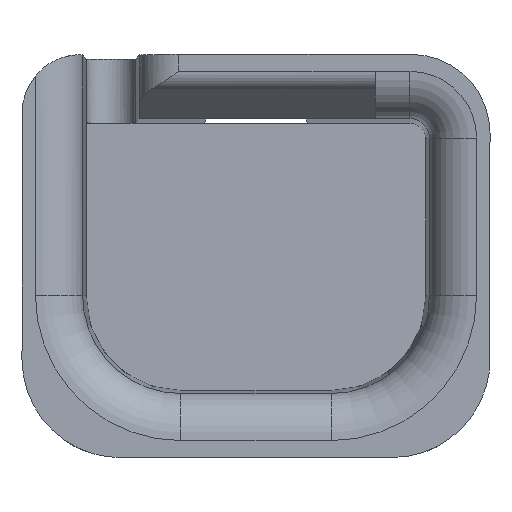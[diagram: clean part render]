
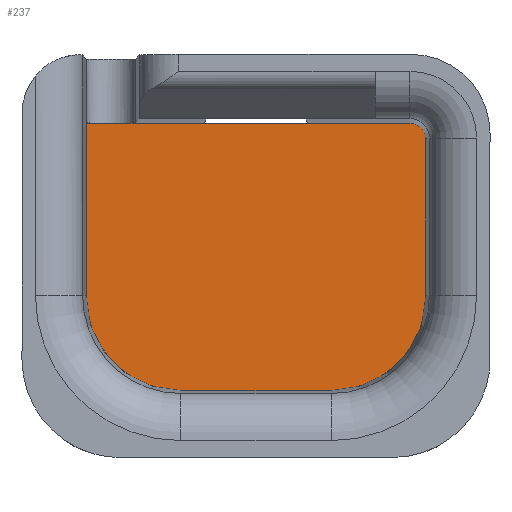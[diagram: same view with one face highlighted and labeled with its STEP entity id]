
A CAD part, top view. The second image highlights one B-rep face of the part: STEP entity #237.
In plain terms, the highlighted planar face has unit normal (0, 0, 1).
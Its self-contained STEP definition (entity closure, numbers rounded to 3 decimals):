
#161=CIRCLE('',#1899,2.4);
#163=CIRCLE('',#1907,2.4);
#164=CIRCLE('',#1909,0.4);
#237=ADVANCED_FACE('',(#383),#305,.T.);
#305=PLANE('',#1910);
#383=FACE_OUTER_BOUND('',#482,.T.);
#482=EDGE_LOOP('',(#880,#881,#882,#883,#884,#885,#886,#887,#888,#889));
#880=ORIENTED_EDGE('',*,*,#1397,.T.);
#881=ORIENTED_EDGE('',*,*,#1391,.F.);
#882=ORIENTED_EDGE('',*,*,#1389,.T.);
#883=ORIENTED_EDGE('',*,*,#1398,.F.);
#884=ORIENTED_EDGE('',*,*,#1399,.T.);
#885=ORIENTED_EDGE('',*,*,#1400,.T.);
#886=ORIENTED_EDGE('',*,*,#1194,.T.);
#887=ORIENTED_EDGE('',*,*,#1401,.T.);
#888=ORIENTED_EDGE('',*,*,#1402,.T.);
#889=ORIENTED_EDGE('',*,*,#1351,.T.);
#1025=VERTEX_POINT('',#2439);
#1032=VERTEX_POINT('',#2452);
#1135=VERTEX_POINT('',#2906);
#1140=VERTEX_POINT('',#2915);
#1163=VERTEX_POINT('',#3028);
#1164=VERTEX_POINT('',#3030);
#1165=VERTEX_POINT('',#3034);
#1167=VERTEX_POINT('',#3071);
#1168=VERTEX_POINT('',#3073);
#1169=VERTEX_POINT('',#3076);
#1194=EDGE_CURVE('',#1025,#1032,#1451,.T.);
#1351=EDGE_CURVE('',#1135,#1140,#1570,.T.);
#1389=EDGE_CURVE('',#1164,#1163,#161,.T.);
#1391=EDGE_CURVE('',#1164,#1165,#1585,.T.);
#1397=EDGE_CURVE('',#1140,#1165,#163,.T.);
#1398=EDGE_CURVE('',#1167,#1163,#1587,.T.);
#1399=EDGE_CURVE('',#1167,#1168,#164,.T.);
#1400=EDGE_CURVE('',#1168,#1025,#1588,.T.);
#1401=EDGE_CURVE('',#1032,#1169,#1589,.T.);
#1402=EDGE_CURVE('',#1169,#1135,#1590,.T.);
#1451=LINE('',#2453,#1623);
#1570=LINE('',#2916,#1742);
#1585=LINE('',#3033,#1757);
#1587=LINE('',#3070,#1759);
#1588=LINE('',#3074,#1760);
#1589=LINE('',#3075,#1761);
#1590=LINE('',#3077,#1762);
#1623=VECTOR('',#1956,1.);
#1742=VECTOR('',#2231,1.);
#1757=VECTOR('',#2314,1.);
#1759=VECTOR('',#2332,1.);
#1760=VECTOR('',#2335,1.);
#1761=VECTOR('',#2336,1.);
#1762=VECTOR('',#2337,1.);
#1899=AXIS2_PLACEMENT_3D('',#3029,#2309,#2310);
#1907=AXIS2_PLACEMENT_3D('',#3068,#2328,#2329);
#1909=AXIS2_PLACEMENT_3D('',#3072,#2333,#2334);
#1910=AXIS2_PLACEMENT_3D('',#3078,#2338,#2339);
#1956=DIRECTION('',(-1.,0.,0.));
#2231=DIRECTION('',(0.,-1.,0.));
#2309=DIRECTION('',(0.,0.,1.));
#2310=DIRECTION('',(0.,1.,0.));
#2314=DIRECTION('',(-1.,0.,0.));
#2328=DIRECTION('',(0.,0.,1.));
#2329=DIRECTION('',(0.,1.,0.));
#2332=DIRECTION('',(0.,-1.,0.));
#2333=DIRECTION('',(0.,0.,1.));
#2334=DIRECTION('',(0.,1.,0.));
#2335=DIRECTION('',(-1.,0.,0.));
#2336=DIRECTION('',(-1.,0.,0.));
#2337=DIRECTION('',(-1.,0.,0.));
#2338=DIRECTION('',(0.,0.,1.));
#2339=DIRECTION('',(0.,1.,0.));
#2439=CARTESIAN_POINT('',(1.337,3.4,-10.));
#2452=CARTESIAN_POINT('',(-1.337,3.4,-10.));
#2453=CARTESIAN_POINT('',(-0.2,3.4,-10.));
#2906=CARTESIAN_POINT('',(-4.315,3.4,-10.));
#2915=CARTESIAN_POINT('',(-4.315,-1.,-10.));
#2916=CARTESIAN_POINT('',(-4.315,1.2,-10.));
#3028=CARTESIAN_POINT('',(4.315,-1.,-10.));
#3029=CARTESIAN_POINT('',(1.915,-1.,-10.));
#3030=CARTESIAN_POINT('',(1.915,-3.4,-10.));
#3033=CARTESIAN_POINT('',(0.,-3.4,-10.));
#3034=CARTESIAN_POINT('',(-1.915,-3.4,-10.));
#3068=CARTESIAN_POINT('',(-1.915,-1.,-10.));
#3070=CARTESIAN_POINT('',(4.315,-1.,-10.));
#3071=CARTESIAN_POINT('',(4.315,3.,-10.));
#3072=CARTESIAN_POINT('',(3.915,3.,-10.));
#3073=CARTESIAN_POINT('',(3.915,3.4,-10.));
#3074=CARTESIAN_POINT('',(-0.2,3.4,-10.));
#3075=CARTESIAN_POINT('',(-1.915,3.4,-10.));
#3076=CARTESIAN_POINT('',(-3.69,3.4,-10.));
#3077=CARTESIAN_POINT('',(-1.915,3.4,-10.));
#3078=CARTESIAN_POINT('',(-1.915,-1.,-10.));
